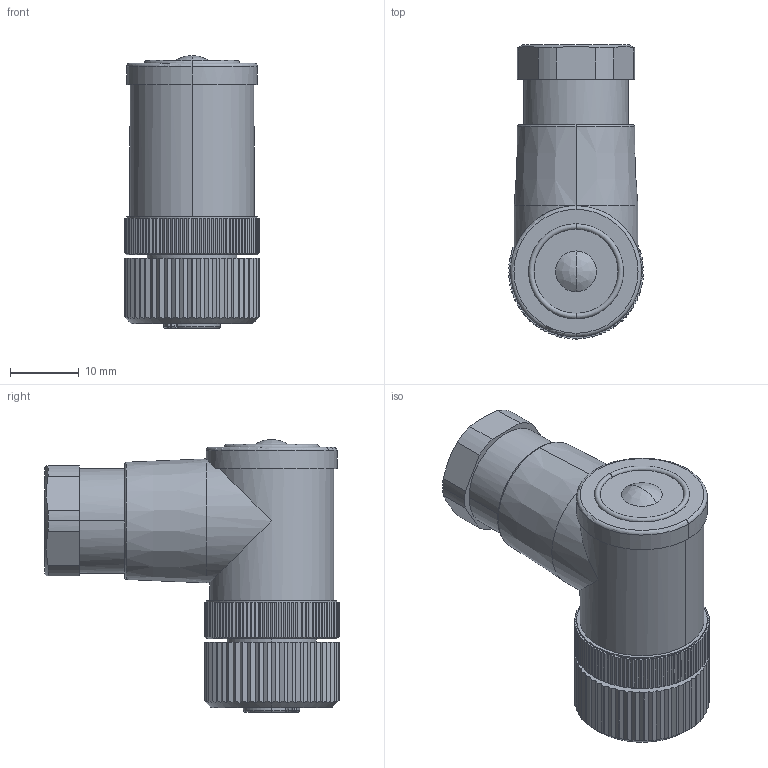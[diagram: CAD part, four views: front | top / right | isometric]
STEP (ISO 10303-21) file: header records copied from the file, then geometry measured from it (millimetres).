
FILE_DESCRIPTION(('CATIA V5 STEP Exchange','CAx-IF Rec.Pracs.--- Model Styling and Organization---1.4--- 2014-01-23'),'2;1');
FILE_NAME ('014228-2_0', '2022-04-12T06:10:25+00:00', ('none'), ('Weidmueller'), 'CATIA Version 5-6 Release 2016 SP3 HF44', 'CATIA V5 STEP AP214', 'none');
FILE_SCHEMA(('AUTOMOTIVE_DESIGN { 1 0 10303 214 1 1 1 1 }'));
Length unit declared in the file: millimetre
Products named in the file (1): 1481140000
Bounding box: 19.6 x 42.7 x 39.6 mm (x, y, z)
Volume: 15455.1 mm3; surface area: 5498.1 mm2
Topology: 2 solids, 2 shells, 595 faces, 1700 edges, 1118 vertices
Faces by surface type: plane 346, cylinder 208, cone 16, torus 16, sphere 7, bspline 2
Entity records: 20079 total; most frequent: CARTESIAN_POINT 5401, ORIENTED_EDGE 3384, DIRECTION 2466, EDGE_CURVE 1692, VERTEX_POINT 1118, AXIS2_PLACEMENT_3D 995, VECTOR 885, LINE 885
